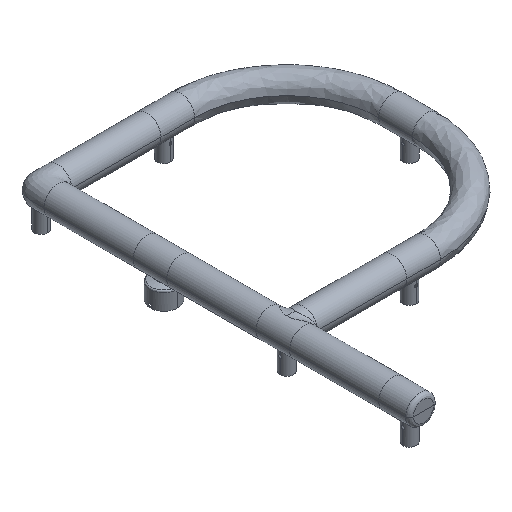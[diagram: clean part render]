
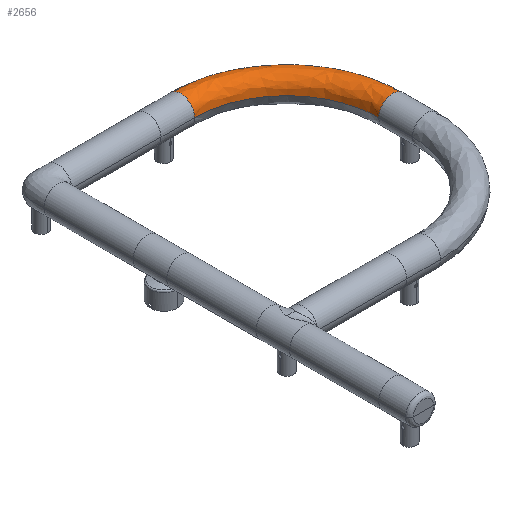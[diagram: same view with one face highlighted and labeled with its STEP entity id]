
A CAD part, isometric view. The second image highlights one B-rep face of the part: STEP entity #2656.
In plain terms, the highlighted free-form (B-spline) face has degree [2, 2] with [9, 9] control points.
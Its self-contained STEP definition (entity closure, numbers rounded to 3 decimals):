
#78=(
BOUNDED_SURFACE()
B_SPLINE_SURFACE(2,2,((#11545,#11546,#11547,#11548,#11549,#11550,#11551,
#11552,#11553),(#11554,#11555,#11556,#11557,#11558,#11559,#11560,#11561,
#11562),(#11563,#11564,#11565,#11566,#11567,#11568,#11569,#11570,#11571),
(#11572,#11573,#11574,#11575,#11576,#11577,#11578,#11579,#11580),(#11581,
#11582,#11583,#11584,#11585,#11586,#11587,#11588,#11589),(#11590,#11591,
#11592,#11593,#11594,#11595,#11596,#11597,#11598),(#11599,#11600,#11601,
#11602,#11603,#11604,#11605,#11606,#11607),(#11608,#11609,#11610,#11611,
#11612,#11613,#11614,#11615,#11616),(#11617,#11618,#11619,#11620,#11621,
#11622,#11623,#11624,#11625)),.UNSPECIFIED.,.T.,.F.,.F.)
B_SPLINE_SURFACE_WITH_KNOTS((3,2,2,2,3),(3,2,2,2,3),(0.,148.911,
297.823,446.734,595.646),(0.,19.635,
39.27,58.905,78.54),.UNSPECIFIED.)
GEOMETRIC_REPRESENTATION_ITEM()
RATIONAL_B_SPLINE_SURFACE(((1.,0.707,1.,0.707,1.,
0.707,1.,0.707,1.),(0.707,0.5,0.707,
0.5,0.707,0.5,0.707,0.5,0.707),(1.,
0.707,1.,0.707,1.,0.707,1.,0.707,
1.),(0.707,0.5,0.707,0.5,0.707,0.5,
0.707,0.5,0.707),(1.,0.707,1.,0.707,
1.,0.707,1.,0.707,1.),(0.707,0.5,0.707,
0.5,0.707,0.5,0.707,0.5,0.707),(1.,
0.707,1.,0.707,1.,0.707,1.,0.707,
1.),(0.707,0.5,0.707,0.5,0.707,0.5,
0.707,0.5,0.707),(1.,0.707,1.,0.707,
1.,0.707,1.,0.707,1.)))
REPRESENTATION_ITEM('')
SURFACE()
);
#2656=ADVANCED_FACE('',(#2934),#78,.T.);
#2934=FACE_OUTER_BOUND('',#3238,.T.);
#3238=EDGE_LOOP('',(#4074,#4075,#4076,#4077));
#4074=ORIENTED_EDGE('',*,*,#5147,.F.);
#4075=ORIENTED_EDGE('',*,*,#5053,.T.);
#4076=ORIENTED_EDGE('',*,*,#5181,.T.);
#4077=ORIENTED_EDGE('',*,*,#5054,.F.);
#5053=EDGE_CURVE('',#6283,#6284,#5527,.T.);
#5054=EDGE_CURVE('',#6282,#6285,#5528,.T.);
#5147=EDGE_CURVE('',#6283,#6282,#5568,.T.);
#5181=EDGE_CURVE('',#6284,#6285,#5585,.T.);
#5527=(
BOUNDED_CURVE()
B_SPLINE_CURVE(2,(#19855,#19856,#19857),.UNSPECIFIED.,.F.,.F.)
B_SPLINE_CURVE_WITH_KNOTS((3,3),(0.,129.227),.UNSPECIFIED.)
CURVE()
GEOMETRIC_REPRESENTATION_ITEM()
RATIONAL_B_SPLINE_CURVE((1.,0.707,1.))
REPRESENTATION_ITEM('')
);
#5528=(
BOUNDED_CURVE()
B_SPLINE_CURVE(2,(#19858,#19859,#19860),.UNSPECIFIED.,.F.,.F.)
B_SPLINE_CURVE_WITH_KNOTS((3,3),(148.934,297.801),
 .UNSPECIFIED.)
CURVE()
GEOMETRIC_REPRESENTATION_ITEM()
RATIONAL_B_SPLINE_CURVE((1.,0.707,1.))
REPRESENTATION_ITEM('')
);
#5568=(
BOUNDED_CURVE()
B_SPLINE_CURVE(2,(#20546,#20547,#20548,#20549,#20550),.UNSPECIFIED.,.F.,
 .F.)
B_SPLINE_CURVE_WITH_KNOTS((3,2,3),(0.,19.635,39.27),
 .UNSPECIFIED.)
CURVE()
GEOMETRIC_REPRESENTATION_ITEM()
RATIONAL_B_SPLINE_CURVE((1.,0.707,1.,0.707,1.))
REPRESENTATION_ITEM('')
);
#5585=(
BOUNDED_CURVE()
B_SPLINE_CURVE(2,(#20903,#20904,#20905,#20906,#20907),.UNSPECIFIED.,.F.,
 .F.)
B_SPLINE_CURVE_WITH_KNOTS((3,2,3),(-39.27,-19.635,
0.),.UNSPECIFIED.)
CURVE()
GEOMETRIC_REPRESENTATION_ITEM()
RATIONAL_B_SPLINE_CURVE((1.,0.707,1.,0.707,1.))
REPRESENTATION_ITEM('')
);
#6282=VERTEX_POINT('',#17089);
#6283=VERTEX_POINT('',#17090);
#6284=VERTEX_POINT('',#17091);
#6285=VERTEX_POINT('',#17092);
#11545=CARTESIAN_POINT('',(17.725,234.95,0.));
#11546=CARTESIAN_POINT('',(17.725,234.95,-12.5));
#11547=CARTESIAN_POINT('',(30.225,234.95,-12.5));
#11548=CARTESIAN_POINT('',(42.725,234.95,-12.5));
#11549=CARTESIAN_POINT('',(42.725,234.95,0.));
#11550=CARTESIAN_POINT('',(42.725,234.95,12.5));
#11551=CARTESIAN_POINT('',(30.225,234.95,12.5));
#11552=CARTESIAN_POINT('',(17.725,234.95,12.5));
#11553=CARTESIAN_POINT('',(17.725,234.95,0.));
#11554=CARTESIAN_POINT('',(17.725,342.25,0.));
#11555=CARTESIAN_POINT('',(17.725,342.25,-12.5));
#11556=CARTESIAN_POINT('',(30.225,329.75,-12.5));
#11557=CARTESIAN_POINT('',(42.725,317.25,-12.5));
#11558=CARTESIAN_POINT('',(42.725,317.25,0.));
#11559=CARTESIAN_POINT('',(42.725,317.25,12.5));
#11560=CARTESIAN_POINT('',(30.225,329.75,12.5));
#11561=CARTESIAN_POINT('',(17.725,342.25,12.5));
#11562=CARTESIAN_POINT('',(17.725,342.25,0.));
#11563=CARTESIAN_POINT('',(125.025,342.25,0.));
#11564=CARTESIAN_POINT('',(125.025,342.25,-12.5));
#11565=CARTESIAN_POINT('',(125.025,329.75,-12.5));
#11566=CARTESIAN_POINT('',(125.025,317.25,-12.5));
#11567=CARTESIAN_POINT('',(125.025,317.25,0.));
#11568=CARTESIAN_POINT('',(125.025,317.25,12.5));
#11569=CARTESIAN_POINT('',(125.025,329.75,12.5));
#11570=CARTESIAN_POINT('',(125.025,342.25,12.5));
#11571=CARTESIAN_POINT('',(125.025,342.25,0.));
#11572=CARTESIAN_POINT('',(232.325,342.25,0.));
#11573=CARTESIAN_POINT('',(232.325,342.25,-12.5));
#11574=CARTESIAN_POINT('',(219.825,329.75,-12.5));
#11575=CARTESIAN_POINT('',(207.325,317.25,-12.5));
#11576=CARTESIAN_POINT('',(207.325,317.25,0.));
#11577=CARTESIAN_POINT('',(207.325,317.25,12.5));
#11578=CARTESIAN_POINT('',(219.825,329.75,12.5));
#11579=CARTESIAN_POINT('',(232.325,342.25,12.5));
#11580=CARTESIAN_POINT('',(232.325,342.25,0.));
#11581=CARTESIAN_POINT('',(232.325,234.95,0.));
#11582=CARTESIAN_POINT('',(232.325,234.95,-12.5));
#11583=CARTESIAN_POINT('',(219.825,234.95,-12.5));
#11584=CARTESIAN_POINT('',(207.325,234.95,-12.5));
#11585=CARTESIAN_POINT('',(207.325,234.95,0.));
#11586=CARTESIAN_POINT('',(207.325,234.95,12.5));
#11587=CARTESIAN_POINT('',(219.825,234.95,12.5));
#11588=CARTESIAN_POINT('',(232.325,234.95,12.5));
#11589=CARTESIAN_POINT('',(232.325,234.95,0.));
#11590=CARTESIAN_POINT('',(232.325,127.65,0.));
#11591=CARTESIAN_POINT('',(232.325,127.65,-12.5));
#11592=CARTESIAN_POINT('',(219.825,140.15,-12.5));
#11593=CARTESIAN_POINT('',(207.325,152.65,-12.5));
#11594=CARTESIAN_POINT('',(207.325,152.65,0.));
#11595=CARTESIAN_POINT('',(207.325,152.65,12.5));
#11596=CARTESIAN_POINT('',(219.825,140.15,12.5));
#11597=CARTESIAN_POINT('',(232.325,127.65,12.5));
#11598=CARTESIAN_POINT('',(232.325,127.65,0.));
#11599=CARTESIAN_POINT('',(125.025,127.65,0.));
#11600=CARTESIAN_POINT('',(125.025,127.65,-12.5));
#11601=CARTESIAN_POINT('',(125.025,140.15,-12.5));
#11602=CARTESIAN_POINT('',(125.025,152.65,-12.5));
#11603=CARTESIAN_POINT('',(125.025,152.65,0.));
#11604=CARTESIAN_POINT('',(125.025,152.65,12.5));
#11605=CARTESIAN_POINT('',(125.025,140.15,12.5));
#11606=CARTESIAN_POINT('',(125.025,127.65,12.5));
#11607=CARTESIAN_POINT('',(125.025,127.65,0.));
#11608=CARTESIAN_POINT('',(17.725,127.65,0.));
#11609=CARTESIAN_POINT('',(17.725,127.65,-12.5));
#11610=CARTESIAN_POINT('',(30.225,140.15,-12.5));
#11611=CARTESIAN_POINT('',(42.725,152.65,-12.5));
#11612=CARTESIAN_POINT('',(42.725,152.65,0.));
#11613=CARTESIAN_POINT('',(42.725,152.65,12.5));
#11614=CARTESIAN_POINT('',(30.225,140.15,12.5));
#11615=CARTESIAN_POINT('',(17.725,127.65,12.5));
#11616=CARTESIAN_POINT('',(17.725,127.65,0.));
#11617=CARTESIAN_POINT('',(17.725,234.95,0.));
#11618=CARTESIAN_POINT('',(17.725,234.95,-12.5));
#11619=CARTESIAN_POINT('',(30.225,234.95,-12.5));
#11620=CARTESIAN_POINT('',(42.725,234.95,-12.5));
#11621=CARTESIAN_POINT('',(42.725,234.95,0.));
#11622=CARTESIAN_POINT('',(42.725,234.95,12.5));
#11623=CARTESIAN_POINT('',(30.225,234.95,12.5));
#11624=CARTESIAN_POINT('',(17.725,234.95,12.5));
#11625=CARTESIAN_POINT('',(17.725,234.95,0.));
#17089=CARTESIAN_POINT('',(124.975,342.25,0.));
#17090=CARTESIAN_POINT('',(124.975,317.25,0.));
#17091=CARTESIAN_POINT('',(207.325,234.9,0.));
#17092=CARTESIAN_POINT('',(232.325,234.9,0.));
#19855=CARTESIAN_POINT('',(124.975,317.25,0.));
#19856=CARTESIAN_POINT('',(207.3,317.225,0.));
#19857=CARTESIAN_POINT('',(207.325,234.9,0.));
#19858=CARTESIAN_POINT('',(124.975,342.25,0.));
#19859=CARTESIAN_POINT('',(232.3,342.225,0.));
#19860=CARTESIAN_POINT('',(232.325,234.9,0.));
#20546=CARTESIAN_POINT('',(124.975,317.25,0.));
#20547=CARTESIAN_POINT('',(124.975,317.25,12.5));
#20548=CARTESIAN_POINT('',(124.975,329.75,12.5));
#20549=CARTESIAN_POINT('',(124.975,342.25,12.5));
#20550=CARTESIAN_POINT('',(124.975,342.25,0.));
#20903=CARTESIAN_POINT('',(207.325,234.9,0.));
#20904=CARTESIAN_POINT('',(207.325,234.9,12.5));
#20905=CARTESIAN_POINT('',(219.825,234.9,12.5));
#20906=CARTESIAN_POINT('',(232.325,234.9,12.5));
#20907=CARTESIAN_POINT('',(232.325,234.9,0.));
